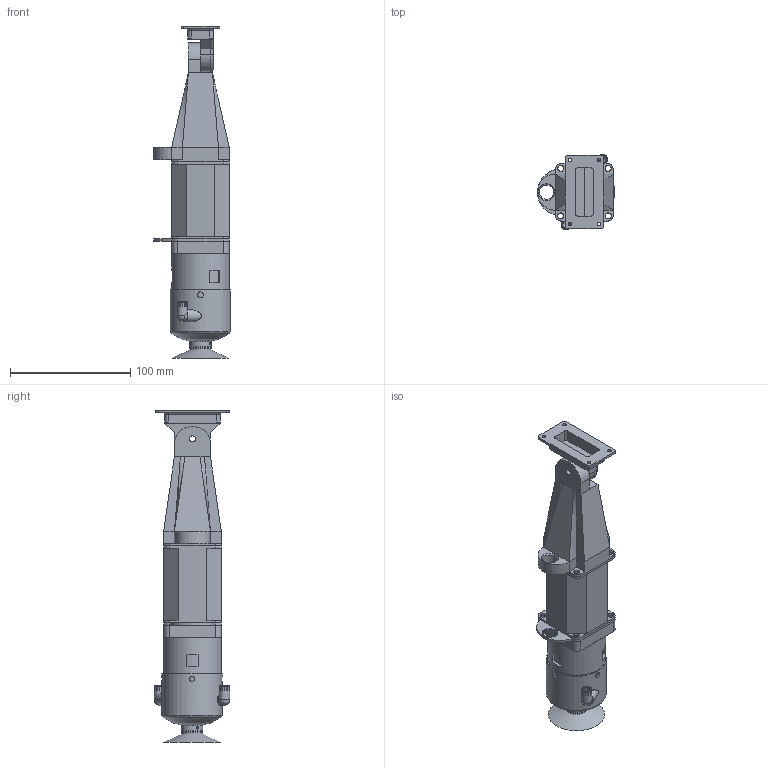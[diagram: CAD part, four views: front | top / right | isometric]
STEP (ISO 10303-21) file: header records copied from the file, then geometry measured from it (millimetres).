
FILE_DESCRIPTION(/* description */ ('STEP AP214'),/* implementation_level */ '2;1');
FILE_NAME(/* name */ '',/* time_stamp */ '2025-08-14T18:02:58+03:00',/* author */ ('kvm13'),/* organization */ ('UNSPECIFIED'),/* preprocessor_version */ 'ST-DEVELOPER v20.1',/* originating_system */ 'Autodesk Inventor 2026',/* authorisation */ '');
FILE_SCHEMA (('AUTOMOTIVE_DESIGN { 1 0 10303 214 3 1 1 }'));
Length unit declared in the file: millimetre
Products named in the file (16): Сборка 3_4 вариант; Деталь; Деталь_2; Деталь_3; Байонет ванны; Статор диска; Корпус форсунки 
1; Сальник; Двигло; Крышка; Корп с упл0
02; ESC; КрышкаESC001; Корпус ESC; дЕРЖАТЕЛЬ; Корпус
Assembly tree (16 placements, depth 3):
  Сборка 3_4 вариант
    Деталь
    Деталь_2
    Деталь_3  x2
    Байонет ванны
    Статор диска
    Корпус форсунки 
1
      Сальник
      Двигло
      Крышка
      Корп с упл0
02
      ESC
      КрышкаESC001
      Корпус ESC
      дЕРЖАТЕЛЬ
      Корпус
Bounding box: 64 x 62.6 x 276.04 mm (x, y, z)
Volume: 175316.5 mm3; surface area: 127575.4 mm2
Topology: 15 solids, 16 shells, 598 faces, 1630 edges, 1059 vertices
Faces by surface type: plane 310, cylinder 163, torus 75, bspline 38, cone 8, sphere 4
Full cylindrical faces by diameter (mm): 2.013 x6, 2.7 x6, 3 x4, 4 x3, 4.134 x3, 4.7 x3, 4.917 x1, 5 x28, 6 x8, 8.5 x6, 10 x4, 12 x2, 15 x3, 15.5 x1, 18 x5, 31 x1, 32 x1, 40 x1, 42 x1, 44 x1, 45 x2, 46 x2, 46.4 x1, 47 x1, 48 x1, 50 x1
Entity records: 28876 total; most frequent: CARTESIAN_POINT 15145, DIRECTION 2736, ORIENTED_EDGE 2722, EDGE_CURVE 1362, AXIS2_PLACEMENT_3D 1002, VERTEX_POINT 887, LINE 732, VECTOR 732
